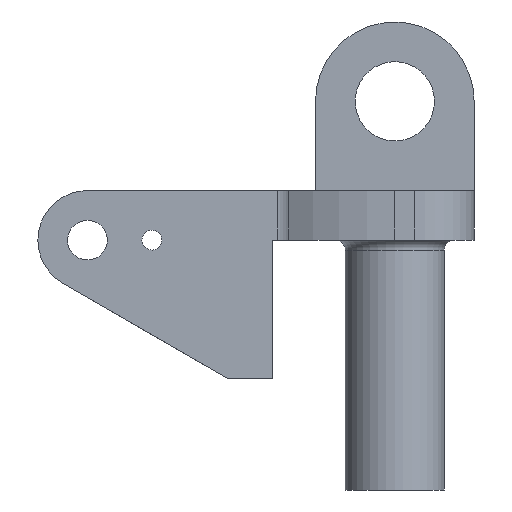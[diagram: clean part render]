
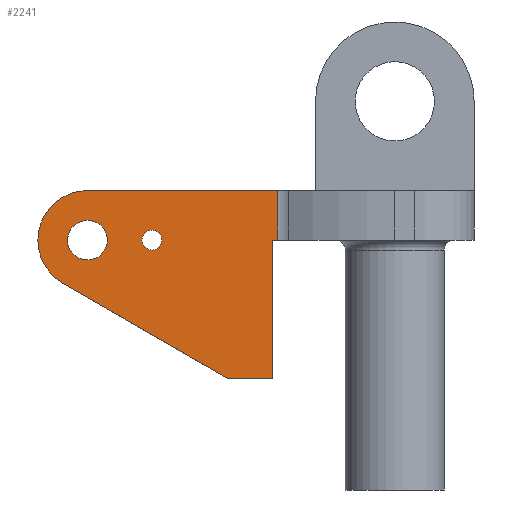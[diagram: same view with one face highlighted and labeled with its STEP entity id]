
A CAD part, left-side view. The second image highlights one B-rep face of the part: STEP entity #2241.
In plain terms, the highlighted planar face has unit normal (-1, 0, 0).
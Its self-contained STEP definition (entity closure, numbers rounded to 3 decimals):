
#63=CARTESIAN_POINT('Vertex',(-16.55,11.828,-5.)) ;
#84=CARTESIAN_POINT('Vertex',(-16.55,11.828,0.)) ;
#87=CARTESIAN_POINT('Line Origine',(-16.55,11.828,-9.5)) ;
#105=CARTESIAN_POINT('Line Origine',(-16.55,12.3,-12.)) ;
#109=CARTESIAN_POINT('Vertex',(-16.55,12.3,-5.)) ;
#111=CARTESIAN_POINT('Vertex',(-16.55,12.3,-19.)) ;
#182=CARTESIAN_POINT('Vertex',(-16.55,31.,0.)) ;
#196=CARTESIAN_POINT('Vertex',(-16.55,33.5,-9.33)) ;
#199=CARTESIAN_POINT('Axis2P3D Location',(-16.55,31.,-5.)) ;
#216=CARTESIAN_POINT('Line Origine',(-16.55,25.126,-14.165)) ;
#220=CARTESIAN_POINT('Vertex',(-16.55,16.751,-19.)) ;
#2039=CARTESIAN_POINT('Vertex',(-16.55,25.378,-4.521)) ;
#2042=CARTESIAN_POINT('Axis2P3D Location',(-16.55,24.5,-5.)) ;
#2046=CARTESIAN_POINT('Vertex',(-16.55,23.622,-5.479)) ;
#2061=CARTESIAN_POINT('Axis2P3D Location',(-16.55,24.5,-5.)) ;
#2077=CARTESIAN_POINT('Vertex',(-16.55,29.245,-5.959)) ;
#2080=CARTESIAN_POINT('Axis2P3D Location',(-16.55,31.,-5.)) ;
#2084=CARTESIAN_POINT('Vertex',(-16.55,32.755,-4.041)) ;
#2099=CARTESIAN_POINT('Axis2P3D Location',(-16.55,31.,-5.)) ;
#2133=CARTESIAN_POINT('Line Origine',(-16.55,14.526,-19.)) ;
#2168=CARTESIAN_POINT('Line Origine',(-16.55,21.414,0.)) ;
#2214=CARTESIAN_POINT('Axis2P3D Location',(-16.55,0.,0.)) ;
#2219=CARTESIAN_POINT('Line Origine',(-16.55,12.064,-5.)) ;
#88=DIRECTION('Vector Direction',(0.,0.,-1.)) ;
#106=DIRECTION('Vector Direction',(0.,0.,-1.)) ;
#200=DIRECTION('Axis2P3D Direction',(-1.,0.,0.)) ;
#217=DIRECTION('Vector Direction',(0.,-0.866,-0.5)) ;
#2043=DIRECTION('Axis2P3D Direction',(1.,0.,-0.)) ;
#2062=DIRECTION('Axis2P3D Direction',(1.,0.,-0.)) ;
#2081=DIRECTION('Axis2P3D Direction',(1.,0.,-0.)) ;
#2100=DIRECTION('Axis2P3D Direction',(1.,0.,-0.)) ;
#2134=DIRECTION('Vector Direction',(0.,-1.,0.)) ;
#2169=DIRECTION('Vector Direction',(0.,1.,0.)) ;
#2215=DIRECTION('Axis2P3D Direction',(-1.,0.,0.)) ;
#2216=DIRECTION('Axis2P3D XDirection',(-0.,-1.,-0.)) ;
#2220=DIRECTION('Vector Direction',(0.,-1.,0.)) ;
#201=AXIS2_PLACEMENT_3D('Circle Axis2P3D',#199,#200,$) ;
#2044=AXIS2_PLACEMENT_3D('Circle Axis2P3D',#2042,#2043,$) ;
#2063=AXIS2_PLACEMENT_3D('Circle Axis2P3D',#2061,#2062,$) ;
#2082=AXIS2_PLACEMENT_3D('Circle Axis2P3D',#2080,#2081,$) ;
#2101=AXIS2_PLACEMENT_3D('Circle Axis2P3D',#2099,#2100,$) ;
#2217=AXIS2_PLACEMENT_3D('Plane Axis2P3D',#2214,#2215,#2216) ;
#2225=ORIENTED_EDGE('',*,*,#91,.T.) ;
#2226=ORIENTED_EDGE('',*,*,#2172,.T.) ;
#2227=ORIENTED_EDGE('',*,*,#203,.T.) ;
#2228=ORIENTED_EDGE('',*,*,#222,.T.) ;
#2229=ORIENTED_EDGE('',*,*,#2137,.F.) ;
#2230=ORIENTED_EDGE('',*,*,#113,.F.) ;
#2231=ORIENTED_EDGE('',*,*,#2223,.T.) ;
#2234=ORIENTED_EDGE('',*,*,#2103,.F.) ;
#2235=ORIENTED_EDGE('',*,*,#2086,.F.) ;
#2238=ORIENTED_EDGE('',*,*,#2065,.F.) ;
#2239=ORIENTED_EDGE('',*,*,#2048,.F.) ;
#2236=FACE_BOUND('',#2233,.T.) ;
#2240=FACE_BOUND('',#2237,.T.) ;
#89=VECTOR('Line Direction',#88,1.) ;
#107=VECTOR('Line Direction',#106,1.) ;
#218=VECTOR('Line Direction',#217,1.) ;
#2135=VECTOR('Line Direction',#2134,1.) ;
#2170=VECTOR('Line Direction',#2169,1.) ;
#2221=VECTOR('Line Direction',#2220,1.) ;
#2241=ADVANCED_FACE('Corps principal',(#2232,#2236,#2240),#2218,.T.) ;
#202=CIRCLE('generated circle',#201,5.) ;
#2045=CIRCLE('generated circle',#2044,1.) ;
#2064=CIRCLE('generated circle',#2063,1.) ;
#2083=CIRCLE('generated circle',#2082,2.) ;
#2102=CIRCLE('generated circle',#2101,2.) ;
#91=EDGE_CURVE('',#64,#85,#90,.F.) ;
#113=EDGE_CURVE('',#110,#112,#108,.T.) ;
#203=EDGE_CURVE('',#183,#197,#202,.T.) ;
#222=EDGE_CURVE('',#197,#221,#219,.T.) ;
#2048=EDGE_CURVE('',#2040,#2047,#2045,.F.) ;
#2065=EDGE_CURVE('',#2047,#2040,#2064,.F.) ;
#2086=EDGE_CURVE('',#2078,#2085,#2083,.F.) ;
#2103=EDGE_CURVE('',#2085,#2078,#2102,.F.) ;
#2137=EDGE_CURVE('',#112,#221,#2136,.F.) ;
#2172=EDGE_CURVE('',#85,#183,#2171,.T.) ;
#2223=EDGE_CURVE('',#110,#64,#2222,.T.) ;
#2224=EDGE_LOOP('',(#2225,#2226,#2227,#2228,#2229,#2230,#2231)) ;
#2233=EDGE_LOOP('',(#2234,#2235)) ;
#2237=EDGE_LOOP('',(#2238,#2239)) ;
#2232=FACE_OUTER_BOUND('',#2224,.T.) ;
#90=LINE('Line',#87,#89) ;
#108=LINE('Line',#105,#107) ;
#219=LINE('Line',#216,#218) ;
#2136=LINE('Line',#2133,#2135) ;
#2171=LINE('Line',#2168,#2170) ;
#2222=LINE('Line',#2219,#2221) ;
#2218=PLANE('',#2217) ;
#64=VERTEX_POINT('',#63) ;
#85=VERTEX_POINT('',#84) ;
#110=VERTEX_POINT('',#109) ;
#112=VERTEX_POINT('',#111) ;
#183=VERTEX_POINT('',#182) ;
#197=VERTEX_POINT('',#196) ;
#221=VERTEX_POINT('',#220) ;
#2040=VERTEX_POINT('',#2039) ;
#2047=VERTEX_POINT('',#2046) ;
#2078=VERTEX_POINT('',#2077) ;
#2085=VERTEX_POINT('',#2084) ;
